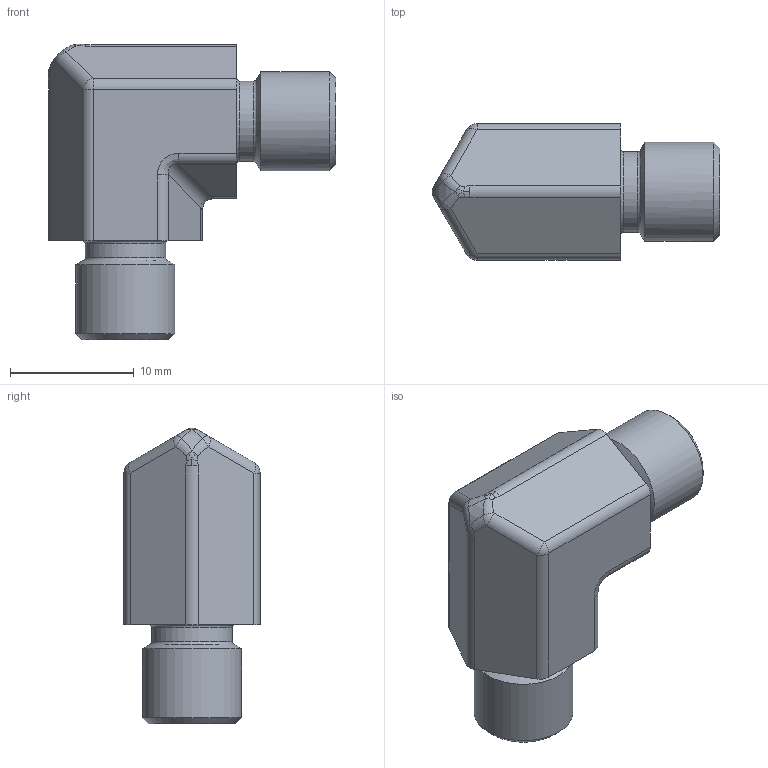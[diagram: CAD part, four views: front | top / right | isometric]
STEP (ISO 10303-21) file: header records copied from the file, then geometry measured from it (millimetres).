
FILE_DESCRIPTION(/* description */ (''),/* implementation_level */ '2;1');
FILE_NAME(/* name */ 'PNK-TM-M08-UN-090.stp',/* time_stamp */ '2025-02-11T10:31:51-03:00',/* author */ ('Jefferson'),/* organization */ (''),/* preprocessor_version */ 'ST-DEVELOPER v19',/* originating_system */ 'Autodesk Inventor 2023',/* authorisation */ '');
FILE_SCHEMA (('AUTOMOTIVE_DESIGN { 1 0 10303 214 3 1 1 }'));
Length unit declared in the file: millimetre
Products named in the file (1): PNK-TM-M08-UN-090
Bounding box: 23.23 x 11 x 23.88 mm (x, y, z)
Volume: 2553.2 mm3; surface area: 1442.3 mm2
Topology: 1 solids, 1 shells, 282 faces, 733 edges, 480 vertices
Faces by surface type: plane 140, bspline 107, cylinder 23, cone 4, torus 4, sphere 4
Full cylindrical faces by diameter (mm): 4.6 x2, 6.5 x2, 8 x2
Entity records: 9605 total; most frequent: CARTESIAN_POINT 3291, ORIENTED_EDGE 1466, DIRECTION 967, EDGE_CURVE 733, VERTEX_POINT 480, LINE 445, VECTOR 445, EDGE_LOOP 309
